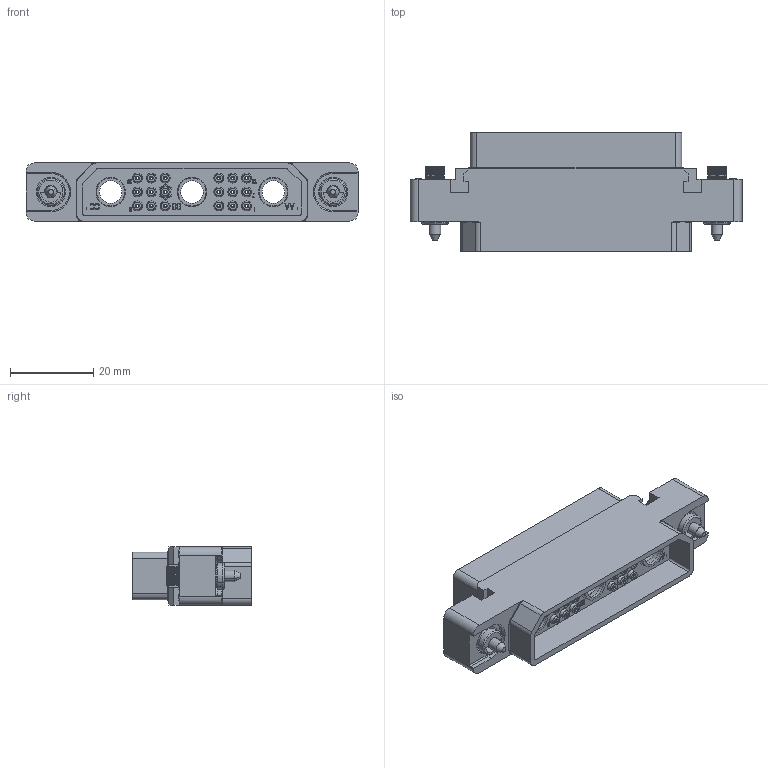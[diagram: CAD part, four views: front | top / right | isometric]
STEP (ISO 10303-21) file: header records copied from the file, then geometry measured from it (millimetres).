
FILE_DESCRIPTION((''),'2;1');
FILE_NAME('1900ND08P1A00A','2019-10-29T',('presta_be4'),(''),'CREO PARAMETRIC BY PTC INC, 2018360','CREO PARAMETRIC BY PTC INC, 2018360','');
FILE_SCHEMA(('CONFIG_CONTROL_DESIGN'));
Products named in the file (1): 1900ND08P1A00A
Bounding box: 80 x 28.65 x 14 mm (x, y, z)
Volume: 13082.3 mm3; surface area: 14661.2 mm2
Topology: 3 solids, 3 shells, 3459 faces, 8682 edges, 5434 vertices
Faces by surface type: plane 1806, cylinder 813, torus 488, cone 324, extrusion 28
Entity records: 109867 total; most frequent: CARTESIAN_POINT 25468, DIRECTION 17950, ORIENTED_EDGE 17356, EDGE_CURVE 8678, AXIS2_PLACEMENT_3D 6191, VECTOR 5568, LINE 5540, VERTEX_POINT 5434
